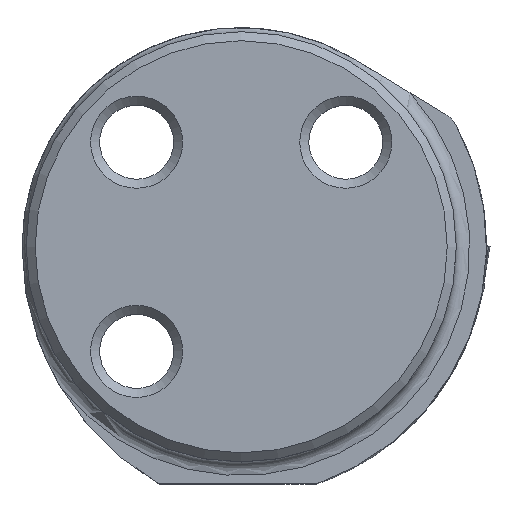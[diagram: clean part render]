
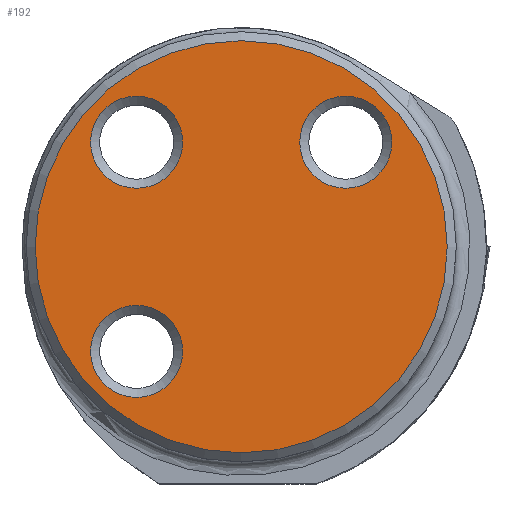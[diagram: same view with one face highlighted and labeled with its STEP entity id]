
A CAD part, top view. The second image highlights one B-rep face of the part: STEP entity #192.
In plain terms, the highlighted planar face has unit normal (0, 0, 1).
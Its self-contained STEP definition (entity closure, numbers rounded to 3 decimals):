
#121=FACE_BOUND('',#341,.T.);
#122=FACE_BOUND('',#342,.T.);
#123=FACE_BOUND('',#343,.T.);
#124=FACE_BOUND('',#344,.T.);
#152=PLANE('',#1517);
#192=ADVANCED_FACE('',(#121,#122,#123,#124),#152,.F.);
#341=EDGE_LOOP('',(#756));
#342=EDGE_LOOP('',(#757));
#343=EDGE_LOOP('',(#758));
#344=EDGE_LOOP('',(#759));
#527=CIRCLE('',#1512,15.325);
#528=CIRCLE('',#1514,3.425);
#529=CIRCLE('',#1515,3.425);
#530=CIRCLE('',#1516,3.425);
#756=ORIENTED_EDGE('',*,*,#1256,.F.);
#757=ORIENTED_EDGE('',*,*,#1257,.T.);
#758=ORIENTED_EDGE('',*,*,#1258,.F.);
#759=ORIENTED_EDGE('',*,*,#1255,.F.);
#1089=VERTEX_POINT('',#3441);
#1090=VERTEX_POINT('',#3444);
#1091=VERTEX_POINT('',#3446);
#1092=VERTEX_POINT('',#3448);
#1255=EDGE_CURVE('',#1089,#1089,#527,.T.);
#1256=EDGE_CURVE('',#1090,#1090,#528,.T.);
#1257=EDGE_CURVE('',#1091,#1091,#529,.T.);
#1258=EDGE_CURVE('',#1092,#1092,#530,.T.);
#1512=AXIS2_PLACEMENT_3D('',#3440,#1694,#1695);
#1514=AXIS2_PLACEMENT_3D('',#3443,#1698,#1699);
#1515=AXIS2_PLACEMENT_3D('',#3445,#1700,#1701);
#1516=AXIS2_PLACEMENT_3D('',#3447,#1702,#1703);
#1517=AXIS2_PLACEMENT_3D('',#3449,#1704,#1705);
#1694=DIRECTION('',(0.,0.,-1.));
#1695=DIRECTION('',(1.,0.,0.));
#1698=DIRECTION('',(0.,0.,1.));
#1699=DIRECTION('',(1.,0.,0.));
#1700=DIRECTION('',(0.,0.,-1.));
#1701=DIRECTION('',(1.,0.,0.));
#1702=DIRECTION('',(0.,0.,1.));
#1703=DIRECTION('',(1.,0.,0.));
#1704=DIRECTION('',(0.,0.,-1.));
#1705=DIRECTION('',(1.,0.,0.));
#3440=CARTESIAN_POINT('',(0.,0.,0.));
#3441=CARTESIAN_POINT('',(15.325,0.,0.));
#3443=CARTESIAN_POINT('',(-7.778,-7.778,0.));
#3444=CARTESIAN_POINT('',(-4.353,-7.778,0.));
#3445=CARTESIAN_POINT('',(-7.778,7.778,0.));
#3446=CARTESIAN_POINT('',(-4.353,7.778,0.));
#3447=CARTESIAN_POINT('',(7.778,7.778,0.));
#3448=CARTESIAN_POINT('',(11.203,7.778,0.));
#3449=CARTESIAN_POINT('',(0.,0.,0.));
